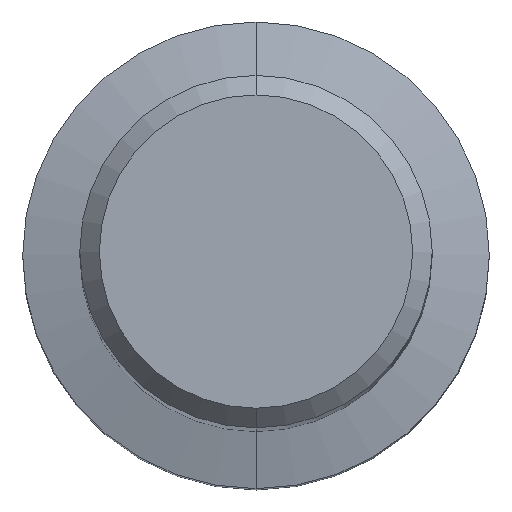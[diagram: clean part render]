
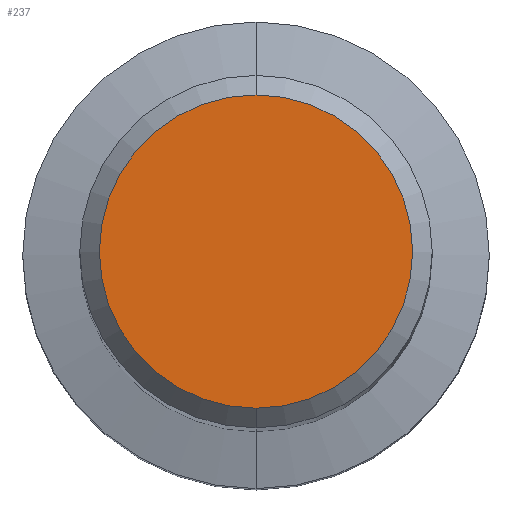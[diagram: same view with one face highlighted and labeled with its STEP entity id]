
A CAD part, top view. The second image highlights one B-rep face of the part: STEP entity #237.
In plain terms, the highlighted planar face has unit normal (0, 0, 1).
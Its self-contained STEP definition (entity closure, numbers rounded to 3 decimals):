
#131=VERTEX_POINT('',#333);
#155=EDGE_CURVE('',#131,#201,#359,.T.);
#157=EDGE_CURVE('',#201,#131,#361,.T.);
#201=VERTEX_POINT('',#407);
#237=ADVANCED_FACE('',(#449),#450,.T.);
#333=CARTESIAN_POINT('',(0.0,4.8,0.0));
#359=CIRCLE('',#583,4.8);
#361=CIRCLE('',#586,4.8);
#407=CARTESIAN_POINT('',(0.,-4.8,0.0));
#449=FACE_OUTER_BOUND('',#698,.T.);
#450=PLANE('',#699);
#583=AXIS2_PLACEMENT_3D('',#844,#845,#846);
#586=AXIS2_PLACEMENT_3D('',#847,#848,#849);
#698=EDGE_LOOP('',(#949,#950));
#699=AXIS2_PLACEMENT_3D('',#951,#952,#953);
#844=CARTESIAN_POINT('',(0.0,0.0,0.0));
#845=DIRECTION('',(0.0,0.0,-1.0));
#846=DIRECTION('',(0.0,1.0,0.0));
#847=CARTESIAN_POINT('',(0.0,0.0,0.0));
#848=DIRECTION('',(0.0,0.0,-1.0));
#849=DIRECTION('',(0.0,1.0,0.0));
#949=ORIENTED_EDGE('',*,*,#155,.F.);
#950=ORIENTED_EDGE('',*,*,#157,.F.);
#951=CARTESIAN_POINT('',(0.0,2.4,0.0));
#952=DIRECTION('',(-0.0,0.0,1.0));
#953=DIRECTION('',(0.0,-1.0,0.0));
